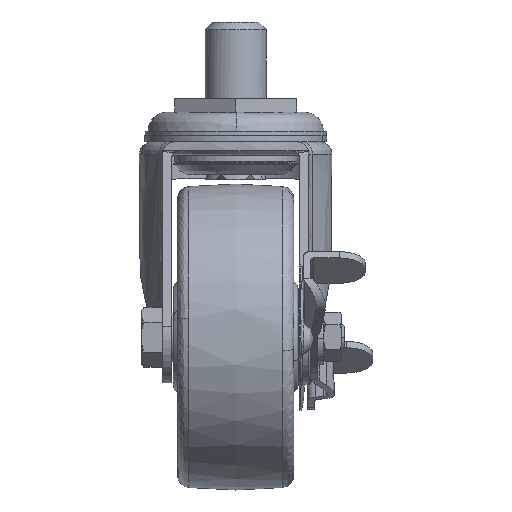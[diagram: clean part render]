
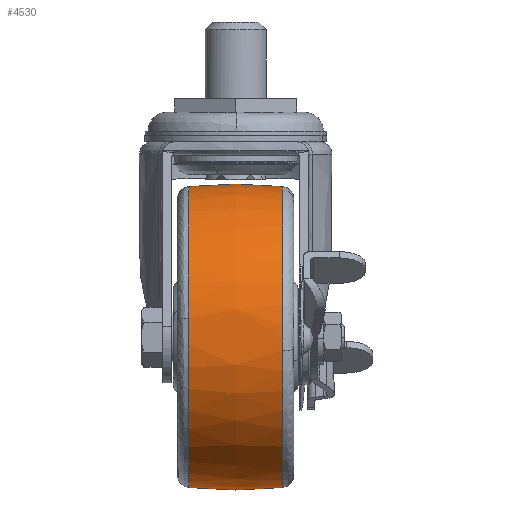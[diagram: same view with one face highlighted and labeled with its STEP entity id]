
A CAD part, left-side view. The second image highlights one B-rep face of the part: STEP entity #4530.
In plain terms, the highlighted free-form (B-spline) face has degree [2, 2] with [5, 5] control points.
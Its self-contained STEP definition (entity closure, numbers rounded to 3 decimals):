
#4250=CARTESIAN_POINT('',(-85.818,15.411,-67.333));
#4251=VERTEX_POINT('',#4250);
#4265=CARTESIAN_POINT('',(-37.0,15.411,-24.294));
#4266=VERTEX_POINT('',#4265);
#4267=CARTESIAN_POINT('',(-37.0,15.411,-24.294));
#4268=CARTESIAN_POINT('',(-80.381,15.411,-24.294));
#4269=CARTESIAN_POINT('',(-85.818,15.411,-67.333));
#4277=(BOUNDED_CURVE()B_SPLINE_CURVE(2,(#4267,#4268,#4269),.UNSPECIFIED.,.F.,.U.)B_SPLINE_CURVE_WITH_KNOTS((3,3),(0.5,0.728),.UNSPECIFIED.)CURVE()GEOMETRIC_REPRESENTATION_ITEM()RATIONAL_B_SPLINE_CURVE((1.0,0.733,0.954))REPRESENTATION_ITEM(''));
#4278=EDGE_CURVE('',#4266,#4251,#4277,.T.);
#4338=CARTESIAN_POINT('',(-37.0,15.411,-122.706));
#4339=VERTEX_POINT('',#4338);
#4353=CARTESIAN_POINT('',(-85.818,15.411,-67.333));
#4354=CARTESIAN_POINT('',(-86.206,15.411,-70.404));
#4355=CARTESIAN_POINT('',(-86.206,15.411,-73.5));
#4356=CARTESIAN_POINT('',(-86.206,15.411,-122.706));
#4357=CARTESIAN_POINT('',(-37.0,15.411,-122.706));
#4365=(BOUNDED_CURVE()B_SPLINE_CURVE(2,(#4353,#4354,#4355,#4356,#4357),.UNSPECIFIED.,.F.,.U.)B_SPLINE_CURVE_WITH_KNOTS((3,2,3),(0.728,0.75,1.0),.UNSPECIFIED.)CURVE()GEOMETRIC_REPRESENTATION_ITEM()RATIONAL_B_SPLINE_CURVE((0.954,0.975,1.0,0.707,1.0))REPRESENTATION_ITEM(''));
#4366=EDGE_CURVE('',#4251,#4339,#4365,.T.);
#4406=CARTESIAN_POINT('',(-37.0,-15.411,-122.706));
#4407=VERTEX_POINT('',#4406);
#4408=CARTESIAN_POINT('',(-37.0,-15.411,-122.706));
#4409=CARTESIAN_POINT('',(-37.,-8.852,-123.384));
#4410=CARTESIAN_POINT('',(-37.,1.455,-123.765));
#4411=CARTESIAN_POINT('',(-37.,11.732,-123.086));
#4412=CARTESIAN_POINT('',(-37.0,15.411,-122.706));
#4413=B_SPLINE_CURVE_WITH_KNOTS('',3,(#4408,#4409,#4410,#4411,#4412),.UNSPECIFIED.,.F.,.U.,(4,1,4),(0.,19.78,30.876),.UNSPECIFIED.);
#4414=EDGE_CURVE('',#4407,#4339,#4413,.T.);
#4418=CARTESIAN_POINT('',(-37.0,-15.411,-24.294));
#4419=VERTEX_POINT('',#4418);
#4420=CARTESIAN_POINT('',(-37.0,-15.411,-24.294));
#4421=CARTESIAN_POINT('',(-37.,-12.052,-23.947));
#4422=CARTESIAN_POINT('',(-37.,-1.778,-23.235));
#4423=CARTESIAN_POINT('',(-37.,8.533,-23.583));
#4424=CARTESIAN_POINT('',(-37.0,15.411,-24.294));
#4425=B_SPLINE_CURVE_WITH_KNOTS('',3,(#4420,#4421,#4422,#4423,#4424),.UNSPECIFIED.,.F.,.U.,(4,1,4),(0.,10.131,30.876),.UNSPECIFIED.);
#4426=EDGE_CURVE('',#4419,#4266,#4425,.T.);
#4461=CARTESIAN_POINT('',(-37.0,-16.96,-24.462));
#4462=CARTESIAN_POINT('',(-37.0,-8.507,-23.5));
#4463=CARTESIAN_POINT('',(-37.0,0.,-23.5));
#4464=CARTESIAN_POINT('',(-37.0,8.507,-23.5));
#4465=CARTESIAN_POINT('',(-37.0,16.96,-24.462));
#4466=CARTESIAN_POINT('',(-86.038,-16.96,-24.462));
#4467=CARTESIAN_POINT('',(-87.,-8.507,-23.5));
#4468=CARTESIAN_POINT('',(-87.,0.,-23.5));
#4469=CARTESIAN_POINT('',(-87.,8.507,-23.5));
#4470=CARTESIAN_POINT('',(-86.038,16.96,-24.462));
#4471=CARTESIAN_POINT('',(-86.038,-16.96,-73.5));
#4472=CARTESIAN_POINT('',(-87.0,-8.507,-73.5));
#4473=CARTESIAN_POINT('',(-87.0,0.,-73.5));
#4474=CARTESIAN_POINT('',(-87.0,8.507,-73.5));
#4475=CARTESIAN_POINT('',(-86.038,16.96,-73.5));
#4476=CARTESIAN_POINT('',(-86.038,-16.96,-122.538));
#4477=CARTESIAN_POINT('',(-87.,-8.507,-123.5));
#4478=CARTESIAN_POINT('',(-87.,0.,-123.5));
#4479=CARTESIAN_POINT('',(-87.,8.507,-123.5));
#4480=CARTESIAN_POINT('',(-86.038,16.96,-122.538));
#4481=CARTESIAN_POINT('',(-37.0,-16.96,-122.538));
#4482=CARTESIAN_POINT('',(-37.0,-8.507,-123.5));
#4483=CARTESIAN_POINT('',(-37.0,0.,-123.5));
#4484=CARTESIAN_POINT('',(-37.0,8.507,-123.5));
#4485=CARTESIAN_POINT('',(-37.0,16.96,-122.538));
#4493=(BOUNDED_SURFACE()B_SPLINE_SURFACE(2,2,((#4461,#4466,#4471,#4476,#4481),(#4462,#4467,#4472,#4477,#4482),(#4463,#4468,#4473,#4478,#4483),(#4464,#4469,#4474,#4479,#4484),(#4465,#4470,#4475,#4480,#4485)),.UNSPECIFIED.,.F.,.F.,.U.)B_SPLINE_SURFACE_WITH_KNOTS((3,2,3),(3,2,3),(0.0,17.165,34.33),(0.0,82.843,165.685),.UNSPECIFIED.)GEOMETRIC_REPRESENTATION_ITEM()RATIONAL_B_SPLINE_SURFACE(((0.979,0.693,0.979,0.693,0.979),(0.988,0.699,0.988,0.699,0.988),(1.0,0.707,1.0,0.707,1.0),(0.988,0.699,0.988,0.699,0.988),(0.979,0.693,0.979,0.693,0.979)))REPRESENTATION_ITEM('')SURFACE());
#4494=ORIENTED_EDGE('',*,*,#4414,.F.);
#4495=CARTESIAN_POINT('',(-86.016,-15.411,-77.823));
#4496=VERTEX_POINT('',#4495);
#4497=CARTESIAN_POINT('',(-86.016,-15.411,-77.823));
#4498=CARTESIAN_POINT('',(-82.058,-15.411,-122.706));
#4499=CARTESIAN_POINT('',(-37.0,-15.411,-122.706));
#4507=(BOUNDED_CURVE()B_SPLINE_CURVE(2,(#4497,#4498,#4499),.UNSPECIFIED.,.F.,.U.)B_SPLINE_CURVE_WITH_KNOTS((3,3),(0.765,1.0),.UNSPECIFIED.)CURVE()GEOMETRIC_REPRESENTATION_ITEM()RATIONAL_B_SPLINE_CURVE((0.966,0.725,1.0))REPRESENTATION_ITEM(''));
#4508=EDGE_CURVE('',#4496,#4407,#4507,.T.);
#4509=ORIENTED_EDGE('',*,*,#4508,.F.);
#4510=CARTESIAN_POINT('',(-37.0,-15.411,-24.294));
#4511=CARTESIAN_POINT('',(-86.206,-15.411,-24.294));
#4512=CARTESIAN_POINT('',(-86.206,-15.411,-73.5));
#4513=CARTESIAN_POINT('',(-86.206,-15.411,-75.666));
#4514=CARTESIAN_POINT('',(-86.016,-15.411,-77.823));
#4522=(BOUNDED_CURVE()B_SPLINE_CURVE(2,(#4510,#4511,#4512,#4513,#4514),.UNSPECIFIED.,.F.,.U.)B_SPLINE_CURVE_WITH_KNOTS((3,2,3),(0.5,0.75,0.765),.UNSPECIFIED.)CURVE()GEOMETRIC_REPRESENTATION_ITEM()RATIONAL_B_SPLINE_CURVE((1.0,0.707,1.0,0.982,0.966))REPRESENTATION_ITEM(''));
#4523=EDGE_CURVE('',#4419,#4496,#4522,.T.);
#4524=ORIENTED_EDGE('',*,*,#4523,.F.);
#4525=ORIENTED_EDGE('',*,*,#4426,.T.);
#4526=ORIENTED_EDGE('',*,*,#4278,.T.);
#4527=ORIENTED_EDGE('',*,*,#4366,.T.);
#4528=EDGE_LOOP('',(#4494,#4509,#4524,#4525,#4526,#4527));
#4529=FACE_OUTER_BOUND('',#4528,.T.);
#4530=ADVANCED_FACE('',(#4529),#4493,.T.);
